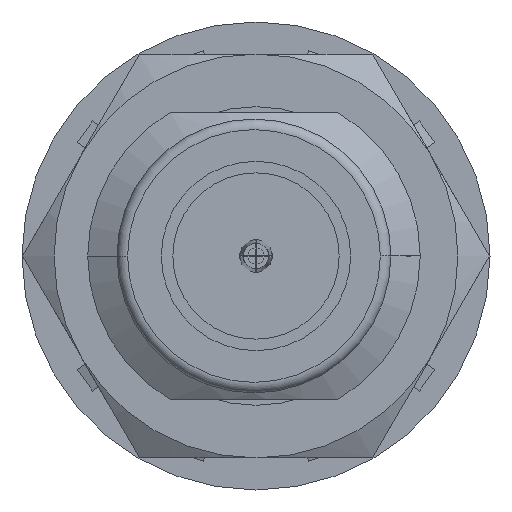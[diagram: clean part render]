
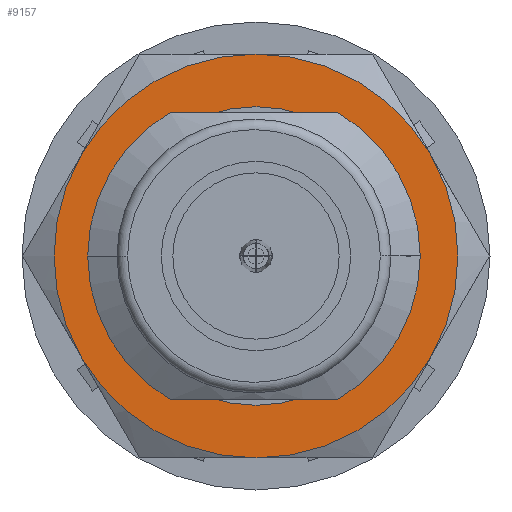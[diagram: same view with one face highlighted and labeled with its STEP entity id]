
A CAD part, left-side view. The second image highlights one B-rep face of the part: STEP entity #9157.
In plain terms, the highlighted planar face has unit normal (-1, 0, 0).
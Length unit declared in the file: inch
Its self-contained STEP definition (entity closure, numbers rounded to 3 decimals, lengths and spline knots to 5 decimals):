
#180 = CIRCLE ( 'NONE', #1613, 0.37963 ) ;
#696 = ORIENTED_EDGE ( 'NONE', *, *, #11882, .T. ) ;
#1258 = VERTEX_POINT ( 'NONE', #15399 ) ;
#1335 = EDGE_CURVE ( 'NONE', #3660, #9149, #10961, .T. ) ;
#1497 = VERTEX_POINT ( 'NONE', #10933 ) ;
#1613 = AXIS2_PLACEMENT_3D ( 'NONE', #15980, #2235, #21270 ) ;
#1781 = CARTESIAN_POINT ( 'NONE',  ( -0.10167, 0., 0. ) ) ;
#2235 = DIRECTION ( 'NONE',  ( -1., 0., 0. ) ) ;
#2562 = EDGE_LOOP ( 'NONE', ( #19961, #7913 ) ) ;
#3350 = CARTESIAN_POINT ( 'NONE',  ( -0.10167, 0.32877, -0.18982 ) ) ;
#3660 = VERTEX_POINT ( 'NONE', #9167 ) ;
#3927 = CARTESIAN_POINT ( 'NONE',  ( -0.10167, 0.32877, 0.18982 ) ) ;
#4343 = CIRCLE ( 'NONE', #8088, 0.28063 ) ;
#4552 = EDGE_CURVE ( 'NONE', #19444, #5834, #180, .T. ) ;
#4619 = EDGE_LOOP ( 'NONE', ( #21322, #18518, #696, #20054, #5265, #5857 ) ) ;
#5206 = CARTESIAN_POINT ( 'NONE',  ( -0.10167, 0., 0. ) ) ;
#5265 = ORIENTED_EDGE ( 'NONE', *, *, #11136, .T. ) ;
#5402 = CARTESIAN_POINT ( 'NONE',  ( -0.10167, 0., 0. ) ) ;
#5476 = DIRECTION ( 'NONE',  ( 0., 0., 1. ) ) ;
#5659 = DIRECTION ( 'NONE',  ( 1., 0., 0. ) ) ;
#5834 = VERTEX_POINT ( 'NONE', #20879 ) ;
#5857 = ORIENTED_EDGE ( 'NONE', *, *, #21777, .T. ) ;
#7004 = DIRECTION ( 'NONE',  ( 1., 0., 0. ) ) ;
#7110 = AXIS2_PLACEMENT_3D ( 'NONE', #5206, #14014, #17366 ) ;
#7913 = ORIENTED_EDGE ( 'NONE', *, *, #18445, .T. ) ;
#8088 = AXIS2_PLACEMENT_3D ( 'NONE', #5402, #7004, #19130 ) ;
#8698 = AXIS2_PLACEMENT_3D ( 'NONE', #17628, #10540, #5476 ) ;
#8723 = PLANE ( 'NONE',  #15625 ) ;
#8801 = DIRECTION ( 'NONE',  ( 0., 0., -1. ) ) ;
#8909 = CIRCLE ( 'NONE', #19570, 0.37963 ) ;
#9149 = VERTEX_POINT ( 'NONE', #11999 ) ;
#9157 = ADVANCED_FACE ( 'NONE', ( #15485, #13048 ), #8723, .T. ) ;
#9167 = CARTESIAN_POINT ( 'NONE',  ( -0.10167, 0., -0.28063 ) ) ;
#10420 = DIRECTION ( 'NONE',  ( 0., 0., 1. ) ) ;
#10540 = DIRECTION ( 'NONE',  ( -1., 0., 0. ) ) ;
#10723 = CIRCLE ( 'NONE', #17075, 0.37963 ) ;
#10933 = CARTESIAN_POINT ( 'NONE',  ( -0.10167, -0.32877, 0.18982 ) ) ;
#10961 = CIRCLE ( 'NONE', #22367, 0.28063 ) ;
#11136 = EDGE_CURVE ( 'NONE', #5834, #1258, #8909, .T. ) ;
#11368 = CIRCLE ( 'NONE', #8698, 0.37963 ) ;
#11882 = EDGE_CURVE ( 'NONE', #20851, #19444, #11368, .T. ) ;
#11999 = CARTESIAN_POINT ( 'NONE',  ( -0.10167, 0., 0.28063 ) ) ;
#13048 = FACE_OUTER_BOUND ( 'NONE', #4619, .T. ) ;
#13723 = DIRECTION ( 'NONE',  ( -1., 0., 0. ) ) ;
#14014 = DIRECTION ( 'NONE',  ( -1., 0., 0. ) ) ;
#14158 = CARTESIAN_POINT ( 'NONE',  ( -0.10167, 0., 0. ) ) ;
#15396 = DIRECTION ( 'NONE',  ( -1., 0., 0. ) ) ;
#15399 = CARTESIAN_POINT ( 'NONE',  ( -0.10167, -0.32877, -0.18982 ) ) ;
#15485 = FACE_BOUND ( 'NONE', #2562, .T. ) ;
#15625 = AXIS2_PLACEMENT_3D ( 'NONE', #22511, #15396, #20842 ) ;
#15907 = EDGE_CURVE ( 'NONE', #1497, #16400, #20465, .T. ) ;
#15944 = EDGE_CURVE ( 'NONE', #16400, #20851, #10723, .T. ) ;
#15980 = CARTESIAN_POINT ( 'NONE',  ( -0.10167, 0., 0. ) ) ;
#16312 = AXIS2_PLACEMENT_3D ( 'NONE', #17291, #19020, #10420 ) ;
#16400 = VERTEX_POINT ( 'NONE', #17264 ) ;
#17075 = AXIS2_PLACEMENT_3D ( 'NONE', #1781, #19241, #21043 ) ;
#17140 = DIRECTION ( 'NONE',  ( 0., 0., 1. ) ) ;
#17264 = CARTESIAN_POINT ( 'NONE',  ( -0.10167, 0., 0.37963 ) ) ;
#17291 = CARTESIAN_POINT ( 'NONE',  ( -0.10167, 0., 0. ) ) ;
#17366 = DIRECTION ( 'NONE',  ( 0., 0., 1. ) ) ;
#17628 = CARTESIAN_POINT ( 'NONE',  ( -0.10167, 0., 0. ) ) ;
#18445 = EDGE_CURVE ( 'NONE', #9149, #3660, #4343, .T. ) ;
#18518 = ORIENTED_EDGE ( 'NONE', *, *, #15944, .T. ) ;
#18528 = CIRCLE ( 'NONE', #7110, 0.37963 ) ;
#18732 = CARTESIAN_POINT ( 'NONE',  ( -0.10167, 0., 0. ) ) ;
#19020 = DIRECTION ( 'NONE',  ( -1., 0., 0. ) ) ;
#19130 = DIRECTION ( 'NONE',  ( 0., 0., -1. ) ) ;
#19241 = DIRECTION ( 'NONE',  ( -1., 0., 0. ) ) ;
#19444 = VERTEX_POINT ( 'NONE', #3350 ) ;
#19570 = AXIS2_PLACEMENT_3D ( 'NONE', #18732, #13723, #17140 ) ;
#19961 = ORIENTED_EDGE ( 'NONE', *, *, #1335, .T. ) ;
#20054 = ORIENTED_EDGE ( 'NONE', *, *, #4552, .T. ) ;
#20465 = CIRCLE ( 'NONE', #16312, 0.37963 ) ;
#20842 = DIRECTION ( 'NONE',  ( 0., 0., 1. ) ) ;
#20851 = VERTEX_POINT ( 'NONE', #3927 ) ;
#20879 = CARTESIAN_POINT ( 'NONE',  ( -0.10167, 0., -0.37963 ) ) ;
#21043 = DIRECTION ( 'NONE',  ( 0., 0., 1. ) ) ;
#21270 = DIRECTION ( 'NONE',  ( 0., 0., 1. ) ) ;
#21322 = ORIENTED_EDGE ( 'NONE', *, *, #15907, .T. ) ;
#21777 = EDGE_CURVE ( 'NONE', #1258, #1497, #18528, .T. ) ;
#22367 = AXIS2_PLACEMENT_3D ( 'NONE', #14158, #5659, #8801 ) ;
#22511 = CARTESIAN_POINT ( 'NONE',  ( -0.10167, 0.28063, 0. ) ) ;
